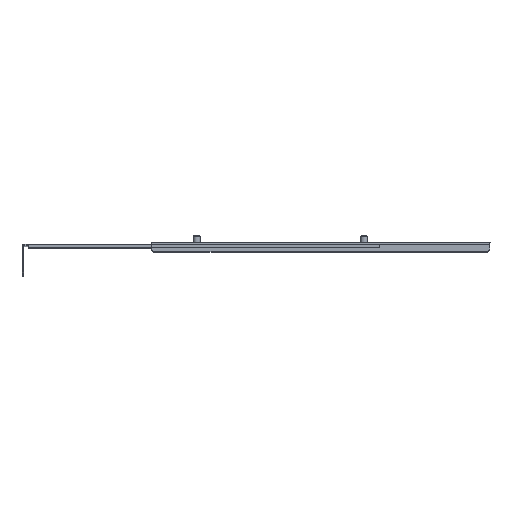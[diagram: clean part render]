
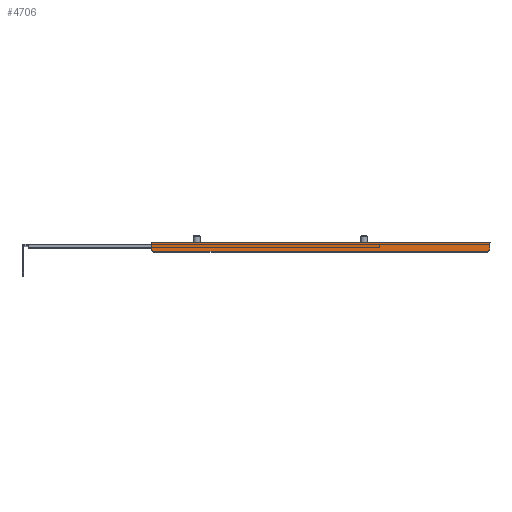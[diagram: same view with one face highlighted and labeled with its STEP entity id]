
A CAD part, top view. The second image highlights one B-rep face of the part: STEP entity #4706.
In plain terms, the highlighted planar face has unit normal (0, 0, 1).
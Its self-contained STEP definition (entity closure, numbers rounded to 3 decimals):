
#70 = DIRECTION ( 'NONE',  ( 0., 1., 0. ) ) ;
#80 = ORIENTED_EDGE ( 'NONE', *, *, #6638, .T. ) ;
#89 = LINE ( 'NONE', #3120, #9808 ) ;
#108 = VECTOR ( 'NONE', #977, 1000. ) ;
#195 = VERTEX_POINT ( 'NONE', #1745 ) ;
#248 = EDGE_CURVE ( 'NONE', #9860, #8172, #6696, .T. ) ;
#284 = LINE ( 'NONE', #2049, #2310 ) ;
#320 = VECTOR ( 'NONE', #712, 1000. ) ;
#544 = EDGE_CURVE ( 'NONE', #6755, #8172, #89, .T. ) ;
#711 = CARTESIAN_POINT ( 'NONE',  ( 0., 0.5, 297.25 ) ) ;
#712 = DIRECTION ( 'NONE',  ( 0.707, -0.707, 0. ) ) ;
#965 = ORIENTED_EDGE ( 'NONE', *, *, #7143, .F. ) ;
#977 = DIRECTION ( 'NONE',  ( 0., -1., 0. ) ) ;
#1022 = DIRECTION ( 'NONE',  ( 0., 1., 0. ) ) ;
#1467 = ORIENTED_EDGE ( 'NONE', *, *, #3863, .T. ) ;
#1722 = FACE_OUTER_BOUND ( 'NONE', #8555, .T. ) ;
#1745 = CARTESIAN_POINT ( 'NONE',  ( -303.5, -3., 297.25 ) ) ;
#1899 = CARTESIAN_POINT ( 'NONE',  ( -303.5, 1.5, 297.25 ) ) ;
#1968 = VERTEX_POINT ( 'NONE', #5685 ) ;
#2049 = CARTESIAN_POINT ( 'NONE',  ( -303.5, -5., 297.25 ) ) ;
#2232 = DIRECTION ( 'NONE',  ( 0., 1., 0. ) ) ;
#2310 = VECTOR ( 'NONE', #9868, 1000. ) ;
#2577 = ORIENTED_EDGE ( 'NONE', *, *, #8079, .F. ) ;
#3120 = CARTESIAN_POINT ( 'NONE',  ( 0., -3., 297.25 ) ) ;
#3337 = CARTESIAN_POINT ( 'NONE',  ( 0., -5., 297.25 ) ) ;
#3644 = VECTOR ( 'NONE', #1022, 1000. ) ;
#3702 = AXIS2_PLACEMENT_3D ( 'NONE', #9631, #4788, #8019 ) ;
#3863 = EDGE_CURVE ( 'NONE', #9860, #7093, #5552, .T. ) ;
#4570 = VERTEX_POINT ( 'NONE', #8604 ) ;
#4706 = ADVANCED_FACE ( 'NONE', ( #1722 ), #4942, .F. ) ;
#4788 = DIRECTION ( 'NONE',  ( 0., 0., -1. ) ) ;
#4791 = EDGE_CURVE ( 'NONE', #6760, #4570, #7235, .T. ) ;
#4845 = ORIENTED_EDGE ( 'NONE', *, *, #4791, .F. ) ;
#4942 = PLANE ( 'NONE',  #3702 ) ;
#5112 = CARTESIAN_POINT ( 'NONE',  ( 0., -3., 297.25 ) ) ;
#5552 = LINE ( 'NONE', #711, #6690 ) ;
#5594 = DIRECTION ( 'NONE',  ( 0.707, 0.707, 0. ) ) ;
#5685 = CARTESIAN_POINT ( 'NONE',  ( -301.5, -5., 297.25 ) ) ;
#5874 = ORIENTED_EDGE ( 'NONE', *, *, #248, .F. ) ;
#5971 = CARTESIAN_POINT ( 'NONE',  ( -2., -5., 297.25 ) ) ;
#6374 = DIRECTION ( 'NONE',  ( -1., 0., 0. ) ) ;
#6582 = LINE ( 'NONE', #1899, #3644 ) ;
#6623 = CARTESIAN_POINT ( 'NONE',  ( 0., 0.5, 297.25 ) ) ;
#6638 = EDGE_CURVE ( 'NONE', #195, #1968, #7211, .T. ) ;
#6690 = VECTOR ( 'NONE', #2232, 1000. ) ;
#6696 = LINE ( 'NONE', #3337, #108 ) ;
#6755 = VERTEX_POINT ( 'NONE', #5971 ) ;
#6760 = VERTEX_POINT ( 'NONE', #9718 ) ;
#6954 = ORIENTED_EDGE ( 'NONE', *, *, #7419, .T. ) ;
#7093 = VERTEX_POINT ( 'NONE', #7415 ) ;
#7143 = EDGE_CURVE ( 'NONE', #195, #6760, #6582, .T. ) ;
#7211 = LINE ( 'NONE', #9604, #320 ) ;
#7235 = LINE ( 'NONE', #9532, #10064 ) ;
#7415 = CARTESIAN_POINT ( 'NONE',  ( 0., 3., 297.25 ) ) ;
#7419 = EDGE_CURVE ( 'NONE', #7093, #4570, #9586, .T. ) ;
#7826 = CARTESIAN_POINT ( 'NONE',  ( 0., 3., 297.25 ) ) ;
#8019 = DIRECTION ( 'NONE',  ( 1., 0., 0. ) ) ;
#8079 = EDGE_CURVE ( 'NONE', #6755, #1968, #284, .T. ) ;
#8172 = VERTEX_POINT ( 'NONE', #5112 ) ;
#8555 = EDGE_LOOP ( 'NONE', ( #965, #80, #2577, #8848, #5874, #1467, #6954, #4845 ) ) ;
#8604 = CARTESIAN_POINT ( 'NONE',  ( -303.5, 3., 297.25 ) ) ;
#8848 = ORIENTED_EDGE ( 'NONE', *, *, #544, .T. ) ;
#9532 = CARTESIAN_POINT ( 'NONE',  ( -303.5, 0., 297.25 ) ) ;
#9586 = LINE ( 'NONE', #7826, #9826 ) ;
#9604 = CARTESIAN_POINT ( 'NONE',  ( -301.5, -5., 297.25 ) ) ;
#9631 = CARTESIAN_POINT ( 'NONE',  ( 0., 0., 297.25 ) ) ;
#9718 = CARTESIAN_POINT ( 'NONE',  ( -303.5, 0.5, 297.25 ) ) ;
#9808 = VECTOR ( 'NONE', #5594, 1000. ) ;
#9826 = VECTOR ( 'NONE', #6374, 1000. ) ;
#9860 = VERTEX_POINT ( 'NONE', #6623 ) ;
#9868 = DIRECTION ( 'NONE',  ( -1., 0., 0. ) ) ;
#10064 = VECTOR ( 'NONE', #70, 1000. ) ;
